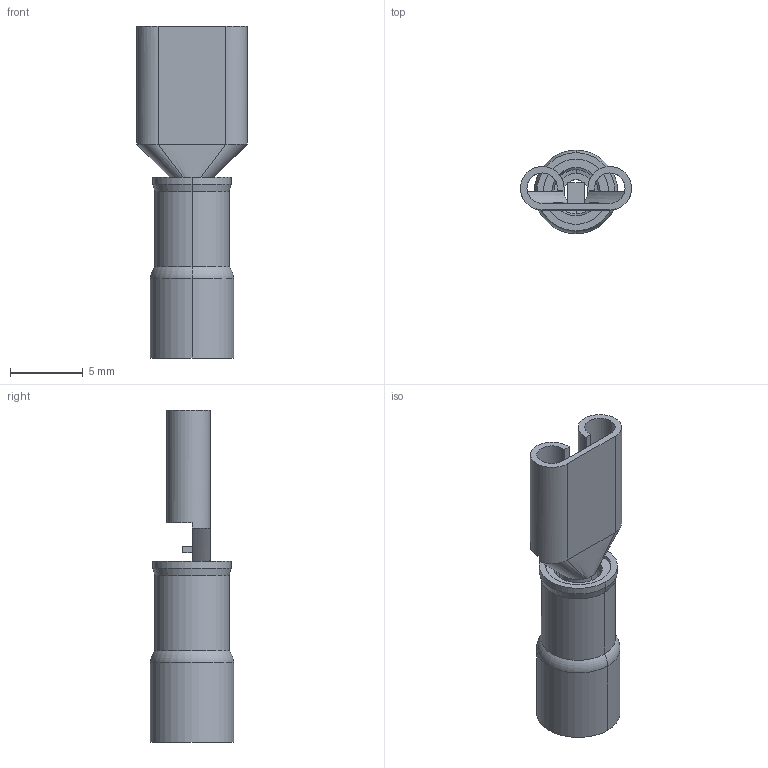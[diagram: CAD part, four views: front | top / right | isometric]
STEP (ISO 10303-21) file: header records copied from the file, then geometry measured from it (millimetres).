
FILE_DESCRIPTION((''),'2;1');
FILE_NAME('C-0640903-81-3','2007-09-03T',('workeradm'),('Tyco Electronics Corporation'),'PRO/ENGINEER BY PARAMETRIC TECHNOLOGY CORPORATION, 2005450','PRO/ENGINEER BY PARAMETRIC TECHNOLOGY CORPORATION, 2005450','');
FILE_SCHEMA(('CONFIG_CONTROL_DESIGN', 'GEOMETRIC_VALIDATION_PROPERTIES_MIM'));
Length unit declared in the file: millimetre
Products named in the file (1): C-0640903-81-3
Bounding box: 7.65 x 5.74 x 22.86 mm (x, y, z)
Volume: 239.2 mm3; surface area: 790.2 mm2
Topology: 2 solids, 2 shells, 64 faces, 152 edges, 94 vertices
Faces by surface type: plane 24, cylinder 22, cone 8, bspline 6, torus 4
Entity records: 2254 total; most frequent: CARTESIAN_POINT 615, DIRECTION 328, ORIENTED_EDGE 304, EDGE_CURVE 152, AXIS2_PLACEMENT_3D 125, VERTEX_POINT 94, VECTOR 78, LINE 78
